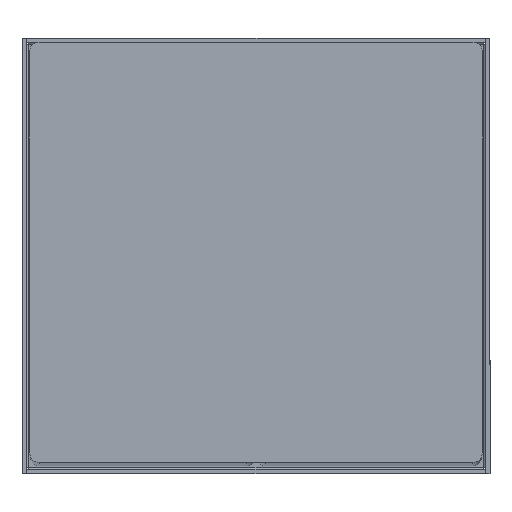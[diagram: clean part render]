
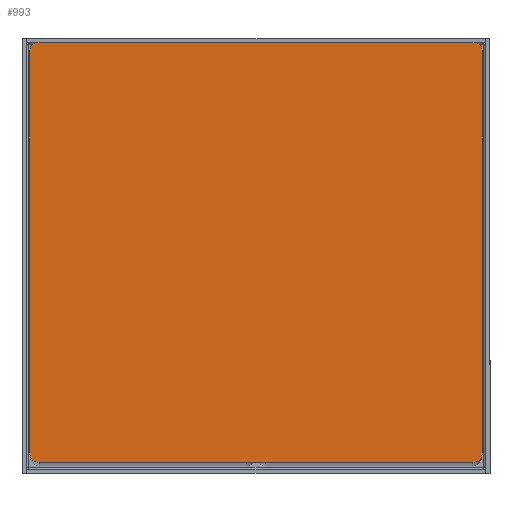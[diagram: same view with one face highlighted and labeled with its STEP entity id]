
A CAD part, top view. The second image highlights one B-rep face of the part: STEP entity #993.
In plain terms, the highlighted face is planar.
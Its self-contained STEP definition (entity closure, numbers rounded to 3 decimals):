
#173 = EDGE_CURVE ( 'NONE', #1660, #2105, #4591, .T. ) ;
#433 = DIRECTION ( 'NONE',  ( 0., 1., 0. ) ) ;
#484 = CARTESIAN_POINT ( 'NONE',  ( -65.1, 3., -70.2 ) ) ;
#514 = CARTESIAN_POINT ( 'NONE',  ( 62.1, 3., 67.2 ) ) ;
#716 = DIRECTION ( 'NONE',  ( 0., 1., 0. ) ) ;
#978 = CARTESIAN_POINT ( 'NONE',  ( -65.1, 3., 67.2 ) ) ;
#993 = ADVANCED_FACE ( 'NONE', ( #7521 ), #3075, .T. ) ;
#1119 = ORIENTED_EDGE ( 'NONE', *, *, #6841, .T. ) ;
#1322 = DIRECTION ( 'NONE',  ( 0., 0., 1. ) ) ;
#1384 = CARTESIAN_POINT ( 'NONE',  ( 65.1, 3., 67.2 ) ) ;
#1402 = ORIENTED_EDGE ( 'NONE', *, *, #2557, .T. ) ;
#1432 = VECTOR ( 'NONE', #2860, 1000. ) ;
#1514 = CARTESIAN_POINT ( 'NONE',  ( 65.1, 3., -67.2 ) ) ;
#1660 = VERTEX_POINT ( 'NONE', #8760 ) ;
#2105 = VERTEX_POINT ( 'NONE', #978 ) ;
#2131 = DIRECTION ( 'NONE',  ( 0., 0., -1. ) ) ;
#2313 = DIRECTION ( 'NONE',  ( 0., 1., 0. ) ) ;
#2524 = VECTOR ( 'NONE', #3635, 1000. ) ;
#2557 = EDGE_CURVE ( 'NONE', #9002, #7925, #5807, .T. ) ;
#2669 = VERTEX_POINT ( 'NONE', #1384 ) ;
#2860 = DIRECTION ( 'NONE',  ( 1., 0., 0. ) ) ;
#2940 = CARTESIAN_POINT ( 'NONE',  ( 65.1, 3., -70.2 ) ) ;
#3025 = EDGE_CURVE ( 'NONE', #9419, #9579, #7876, .T. ) ;
#3038 = CIRCLE ( 'NONE', #8359, 3. ) ;
#3075 = PLANE ( 'NONE',  #7780 ) ;
#3301 = ORIENTED_EDGE ( 'NONE', *, *, #6321, .T. ) ;
#3389 = CARTESIAN_POINT ( 'NONE',  ( -65.1, 3., -70.2 ) ) ;
#3476 = AXIS2_PLACEMENT_3D ( 'NONE', #5397, #716, #6160 ) ;
#3628 = CARTESIAN_POINT ( 'NONE',  ( -65.1, 3., 70.2 ) ) ;
#3634 = ORIENTED_EDGE ( 'NONE', *, *, #173, .T. ) ;
#3635 = DIRECTION ( 'NONE',  ( 0., 0., 1. ) ) ;
#3754 = CARTESIAN_POINT ( 'NONE',  ( -62.1, 3., 70.2 ) ) ;
#3776 = DIRECTION ( 'NONE',  ( 0., 1., 0. ) ) ;
#3934 = CIRCLE ( 'NONE', #7279, 3. ) ;
#4062 = EDGE_CURVE ( 'NONE', #2669, #5242, #7100, .T. ) ;
#4591 = LINE ( 'NONE', #484, #2524 ) ;
#5116 = CARTESIAN_POINT ( 'NONE',  ( -62.1, 3., 67.2 ) ) ;
#5242 = VERTEX_POINT ( 'NONE', #1514 ) ;
#5346 = CARTESIAN_POINT ( 'NONE',  ( -62.1, 3., -70.2 ) ) ;
#5397 = CARTESIAN_POINT ( 'NONE',  ( -62.1, 3., -67.2 ) ) ;
#5578 = EDGE_LOOP ( 'NONE', ( #9624, #7341, #9097, #7706, #3634, #1119, #1402, #3301 ) ) ;
#5596 = CIRCLE ( 'NONE', #3476, 3. ) ;
#5807 = LINE ( 'NONE', #3628, #1432 ) ;
#5892 = DIRECTION ( 'NONE',  ( 0., 0., 1. ) ) ;
#5970 = DIRECTION ( 'NONE',  ( 0., 1., 0. ) ) ;
#6160 = DIRECTION ( 'NONE',  ( 0., 0., 1. ) ) ;
#6321 = EDGE_CURVE ( 'NONE', #7925, #2669, #10102, .T. ) ;
#6464 = DIRECTION ( 'NONE',  ( -1., 0., 0. ) ) ;
#6595 = CARTESIAN_POINT ( 'NONE',  ( 62.1, 3., 70.2 ) ) ;
#6841 = EDGE_CURVE ( 'NONE', #2105, #9002, #3934, .T. ) ;
#6860 = VECTOR ( 'NONE', #2131, 1000. ) ;
#6963 = CARTESIAN_POINT ( 'NONE',  ( -65.1, 3., 70.2 ) ) ;
#7100 = LINE ( 'NONE', #2940, #6860 ) ;
#7279 = AXIS2_PLACEMENT_3D ( 'NONE', #5116, #433, #5892 ) ;
#7341 = ORIENTED_EDGE ( 'NONE', *, *, #9571, .T. ) ;
#7521 = FACE_OUTER_BOUND ( 'NONE', #5578, .T. ) ;
#7678 = AXIS2_PLACEMENT_3D ( 'NONE', #514, #5970, #1322 ) ;
#7706 = ORIENTED_EDGE ( 'NONE', *, *, #9053, .T. ) ;
#7753 = DIRECTION ( 'NONE',  ( 0., 0., 1. ) ) ;
#7780 = AXIS2_PLACEMENT_3D ( 'NONE', #6963, #2313, #7753 ) ;
#7876 = LINE ( 'NONE', #3389, #10050 ) ;
#7925 = VERTEX_POINT ( 'NONE', #6595 ) ;
#8359 = AXIS2_PLACEMENT_3D ( 'NONE', #8516, #3776, #9317 ) ;
#8516 = CARTESIAN_POINT ( 'NONE',  ( 62.1, 3., -67.2 ) ) ;
#8760 = CARTESIAN_POINT ( 'NONE',  ( -65.1, 3., -67.2 ) ) ;
#9002 = VERTEX_POINT ( 'NONE', #3754 ) ;
#9053 = EDGE_CURVE ( 'NONE', #9579, #1660, #5596, .T. ) ;
#9097 = ORIENTED_EDGE ( 'NONE', *, *, #3025, .T. ) ;
#9317 = DIRECTION ( 'NONE',  ( 0., 0., 1. ) ) ;
#9419 = VERTEX_POINT ( 'NONE', #9835 ) ;
#9571 = EDGE_CURVE ( 'NONE', #5242, #9419, #3038, .T. ) ;
#9579 = VERTEX_POINT ( 'NONE', #5346 ) ;
#9624 = ORIENTED_EDGE ( 'NONE', *, *, #4062, .T. ) ;
#9835 = CARTESIAN_POINT ( 'NONE',  ( 62.1, 3., -70.2 ) ) ;
#10050 = VECTOR ( 'NONE', #6464, 1000. ) ;
#10102 = CIRCLE ( 'NONE', #7678, 3. ) ;
